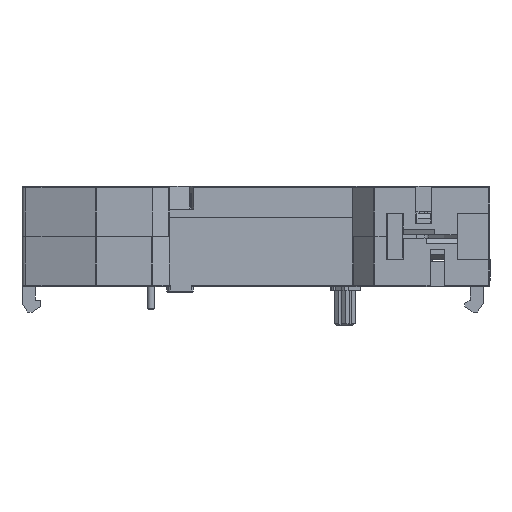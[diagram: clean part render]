
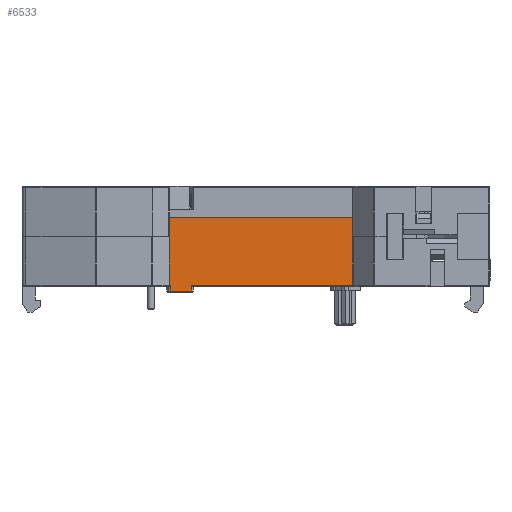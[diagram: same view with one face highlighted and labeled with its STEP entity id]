
A CAD part, front view. The second image highlights one B-rep face of the part: STEP entity #6533.
In plain terms, the highlighted planar face has unit normal (0, -1, 0).
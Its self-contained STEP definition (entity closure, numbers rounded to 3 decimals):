
#431 = VECTOR ( 'NONE', #23247, 1000. ) ;
#1103 = ORIENTED_EDGE ( 'NONE', *, *, #21615, .F. ) ;
#3406 = VECTOR ( 'NONE', #31405, 1000. ) ;
#4585 = CARTESIAN_POINT ( 'NONE',  ( -17.7, -60.1, -15.3 ) ) ;
#4677 = VECTOR ( 'NONE', #34042, 1000. ) ;
#5629 = DIRECTION ( 'NONE',  ( 0., 0., -1. ) ) ;
#6268 = ORIENTED_EDGE ( 'NONE', *, *, #9526, .F. ) ;
#6467 = FACE_OUTER_BOUND ( 'NONE', #19464, .T. ) ;
#6533 = ADVANCED_FACE ( 'NONE', ( #6467 ), #10897, .F. ) ;
#7369 = DIRECTION ( 'NONE',  ( -1., 0., 0. ) ) ;
#8260 = LINE ( 'NONE', #4585, #3406 ) ;
#8502 = EDGE_CURVE ( 'NONE', #20959, #28102, #17167, .T. ) ;
#9526 = EDGE_CURVE ( 'NONE', #23006, #20211, #27853, .T. ) ;
#9672 = LINE ( 'NONE', #12656, #33906 ) ;
#10112 = ORIENTED_EDGE ( 'NONE', *, *, #26725, .F. ) ;
#10178 = ORIENTED_EDGE ( 'NONE', *, *, #8502, .F. ) ;
#10897 = PLANE ( 'NONE',  #36981 ) ;
#11603 = LINE ( 'NONE', #37260, #19143 ) ;
#12088 = EDGE_CURVE ( 'NONE', #41096, #23006, #8260, .T. ) ;
#12619 = VERTEX_POINT ( 'NONE', #39127 ) ;
#12656 = CARTESIAN_POINT ( 'NONE',  ( -10.793, -60.1, -19.678 ) ) ;
#12753 = CARTESIAN_POINT ( 'NONE',  ( 17.7, -60.1, -17.3 ) ) ;
#12769 = VECTOR ( 'NONE', #7369, 1000. ) ;
#14643 = EDGE_CURVE ( 'NONE', #39825, #40254, #39895, .T. ) ;
#14952 = CARTESIAN_POINT ( 'NONE',  ( -17.7, -60.1, -4.3 ) ) ;
#15945 = DIRECTION ( 'NONE',  ( 0., 0., -1. ) ) ;
#16075 = CARTESIAN_POINT ( 'NONE',  ( -17.7, -60.1, -7.65 ) ) ;
#16897 = VECTOR ( 'NONE', #44192, 1000. ) ;
#16984 = VERTEX_POINT ( 'NONE', #41251 ) ;
#17167 = LINE ( 'NONE', #36648, #431 ) ;
#17343 = EDGE_CURVE ( 'NONE', #12619, #39825, #39118, .T. ) ;
#17735 = CARTESIAN_POINT ( 'NONE',  ( 17.7, -60.1, -4.3 ) ) ;
#18062 = EDGE_CURVE ( 'NONE', #28102, #16984, #26228, .T. ) ;
#18708 = VERTEX_POINT ( 'NONE', #31452 ) ;
#18769 = CARTESIAN_POINT ( 'NONE',  ( -14.52, -60.1, -17.3 ) ) ;
#19143 = VECTOR ( 'NONE', #40737, 1000. ) ;
#19464 = EDGE_LOOP ( 'NONE', ( #43687, #10178, #1103, #6268, #20208, #23367, #38501, #39397, #35223, #10112 ) ) ;
#20208 = ORIENTED_EDGE ( 'NONE', *, *, #12088, .F. ) ;
#20211 = VERTEX_POINT ( 'NONE', #17735 ) ;
#20555 = CARTESIAN_POINT ( 'NONE',  ( 42.19, -60.1, -16.3 ) ) ;
#20959 = VERTEX_POINT ( 'NONE', #22374 ) ;
#21615 = EDGE_CURVE ( 'NONE', #20211, #20959, #35662, .T. ) ;
#22374 = CARTESIAN_POINT ( 'NONE',  ( 17.7, -60.1, -7.65 ) ) ;
#23006 = VERTEX_POINT ( 'NONE', #14952 ) ;
#23165 = CARTESIAN_POINT ( 'NONE',  ( -14.52, -60.1, -19.662 ) ) ;
#23247 = DIRECTION ( 'NONE',  ( 0., 0., -1. ) ) ;
#23367 = ORIENTED_EDGE ( 'NONE', *, *, #32588, .F. ) ;
#26228 = LINE ( 'NONE', #41878, #12769 ) ;
#26725 = EDGE_CURVE ( 'NONE', #16984, #12619, #9672, .T. ) ;
#26818 = CARTESIAN_POINT ( 'NONE',  ( 17.7, -60.1, -4.3 ) ) ;
#26917 = DIRECTION ( 'NONE',  ( 0., 0., 1. ) ) ;
#27138 = LINE ( 'NONE', #20555, #16897 ) ;
#27596 = CARTESIAN_POINT ( 'NONE',  ( 17.7, -60.1, -16.3 ) ) ;
#27853 = LINE ( 'NONE', #26818, #4677 ) ;
#28102 = VERTEX_POINT ( 'NONE', #27596 ) ;
#29728 = DIRECTION ( 'NONE',  ( -1., 0., 0. ) ) ;
#30449 = VECTOR ( 'NONE', #29728, 1000. ) ;
#31384 = CARTESIAN_POINT ( 'NONE',  ( 17.7, -60.1, -15.3 ) ) ;
#31405 = DIRECTION ( 'NONE',  ( 0., 0., 1. ) ) ;
#31452 = CARTESIAN_POINT ( 'NONE',  ( -17.7, -60.1, -16.3 ) ) ;
#32588 = EDGE_CURVE ( 'NONE', #18708, #41096, #11603, .T. ) ;
#33906 = VECTOR ( 'NONE', #15945, 1000. ) ;
#34042 = DIRECTION ( 'NONE',  ( 1., 0., 0. ) ) ;
#35223 = ORIENTED_EDGE ( 'NONE', *, *, #17343, .F. ) ;
#35662 = LINE ( 'NONE', #43706, #37296 ) ;
#36648 = CARTESIAN_POINT ( 'NONE',  ( 17.7, -60.1, -15.3 ) ) ;
#36981 = AXIS2_PLACEMENT_3D ( 'NONE', #31384, #41785, #41634 ) ;
#37260 = CARTESIAN_POINT ( 'NONE',  ( -17.7, -60.1, -15.3 ) ) ;
#37296 = VECTOR ( 'NONE', #5629, 1000. ) ;
#38501 = ORIENTED_EDGE ( 'NONE', *, *, #40048, .F. ) ;
#39118 = LINE ( 'NONE', #12753, #30449 ) ;
#39127 = CARTESIAN_POINT ( 'NONE',  ( -10.793, -60.1, -17.3 ) ) ;
#39397 = ORIENTED_EDGE ( 'NONE', *, *, #14643, .F. ) ;
#39825 = VERTEX_POINT ( 'NONE', #18769 ) ;
#39895 = LINE ( 'NONE', #23165, #42058 ) ;
#40048 = EDGE_CURVE ( 'NONE', #40254, #18708, #27138, .T. ) ;
#40254 = VERTEX_POINT ( 'NONE', #42538 ) ;
#40737 = DIRECTION ( 'NONE',  ( 0., 0., 1. ) ) ;
#41096 = VERTEX_POINT ( 'NONE', #16075 ) ;
#41251 = CARTESIAN_POINT ( 'NONE',  ( -10.793, -60.1, -16.3 ) ) ;
#41634 = DIRECTION ( 'NONE',  ( 0., 0., 1. ) ) ;
#41785 = DIRECTION ( 'NONE',  ( 0., 1., 0. ) ) ;
#41878 = CARTESIAN_POINT ( 'NONE',  ( 42.19, -60.1, -16.3 ) ) ;
#42058 = VECTOR ( 'NONE', #26917, 1000. ) ;
#42538 = CARTESIAN_POINT ( 'NONE',  ( -14.52, -60.1, -16.3 ) ) ;
#43687 = ORIENTED_EDGE ( 'NONE', *, *, #18062, .F. ) ;
#43706 = CARTESIAN_POINT ( 'NONE',  ( 17.7, -60.1, -15.3 ) ) ;
#44192 = DIRECTION ( 'NONE',  ( -1., 0., 0. ) ) ;
